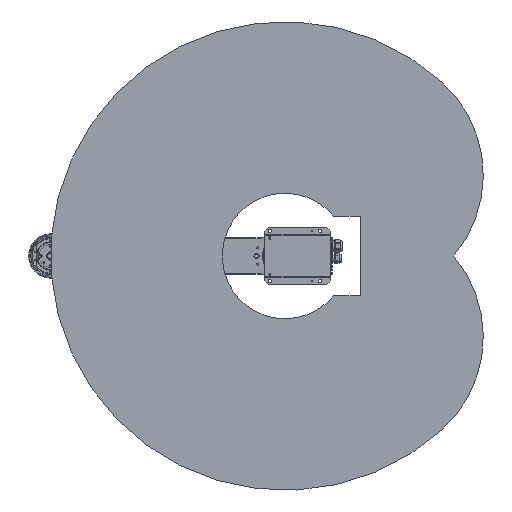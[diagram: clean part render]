
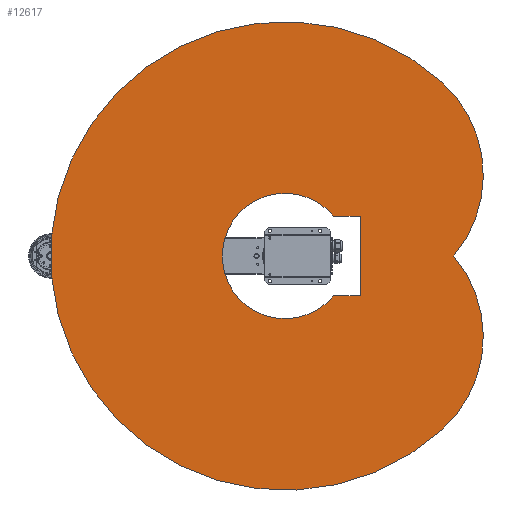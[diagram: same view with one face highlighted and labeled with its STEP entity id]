
A CAD part, front view. The second image highlights one B-rep face of the part: STEP entity #12617.
In plain terms, the highlighted planar face has unit normal (0, -1, 0).
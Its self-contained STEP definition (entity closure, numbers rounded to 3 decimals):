
#763 = CARTESIAN_POINT ( 'NONE',  ( 0., 0., 119. ) ) ;
#2512 = LINE ( 'NONE', #24906, #54057 ) ;
#3284 = CIRCLE ( 'NONE', #42370, 375. ) ;
#4514 = DIRECTION ( 'NONE',  ( 0., 0., 1. ) ) ;
#4752 = EDGE_CURVE ( 'NONE', #59015, #33812, #60909, .T. ) ;
#5141 = VERTEX_POINT ( 'NONE', #36745 ) ;
#5355 = CIRCLE ( 'NONE', #39128, 700. ) ;
#5408 = DIRECTION ( 'NONE',  ( 0., 1., 0. ) ) ;
#7114 = CIRCLE ( 'NONE', #54610, 187.5 ) ;
#7422 = VECTOR ( 'NONE', #9565, 1000. ) ;
#7472 = CARTESIAN_POINT ( 'NONE',  ( 144.897, 0., -119. ) ) ;
#7748 = CARTESIAN_POINT ( 'NONE',  ( 468.391, 0., -520.201 ) ) ;
#9443 = ORIENTED_EDGE ( 'NONE', *, *, #10112, .F. ) ;
#9548 = CIRCLE ( 'NONE', #60224, 375. ) ;
#9565 = DIRECTION ( 'NONE',  ( 0., 0., -1. ) ) ;
#10112 = EDGE_CURVE ( 'NONE', #5141, #52385, #3284, .T. ) ;
#11435 = CARTESIAN_POINT ( 'NONE',  ( 225., 0., 119. ) ) ;
#12617 = ADVANCED_FACE ( 'NONE', ( #50351, #45034 ), #49362, .F. ) ;
#13266 = DIRECTION ( 'NONE',  ( 0., 1., 0. ) ) ;
#13624 = VERTEX_POINT ( 'NONE', #39113 ) ;
#14143 = ORIENTED_EDGE ( 'NONE', *, *, #64024, .F. ) ;
#14420 = EDGE_CURVE ( 'NONE', #56125, #59015, #7114, .T. ) ;
#15352 = CARTESIAN_POINT ( 'NONE',  ( 0., 0., 0. ) ) ;
#20888 = ORIENTED_EDGE ( 'NONE', *, *, #4752, .T. ) ;
#22724 = DIRECTION ( 'NONE',  ( -1., 0., 0. ) ) ;
#24906 = CARTESIAN_POINT ( 'NONE',  ( -13., 0., -119. ) ) ;
#25406 = CARTESIAN_POINT ( 'NONE',  ( 468.391, 0., 520.201 ) ) ;
#27045 = EDGE_LOOP ( 'NONE', ( #43841, #56004, #49750, #20888 ) ) ;
#27848 = CARTESIAN_POINT ( 'NONE',  ( 0., 0., 0. ) ) ;
#27986 = CARTESIAN_POINT ( 'NONE',  ( 217.467, 0., 241.522 ) ) ;
#28154 = DIRECTION ( 'NONE',  ( 0., 0., 1. ) ) ;
#29641 = EDGE_LOOP ( 'NONE', ( #34466, #14143, #9443 ) ) ;
#31985 = DIRECTION ( 'NONE',  ( 0., 1., 0. ) ) ;
#33812 = VERTEX_POINT ( 'NONE', #11435 ) ;
#34236 = VECTOR ( 'NONE', #61244, 1000. ) ;
#34466 = ORIENTED_EDGE ( 'NONE', *, *, #56039, .F. ) ;
#34696 = EDGE_CURVE ( 'NONE', #33812, #13624, #64085, .T. ) ;
#36745 = CARTESIAN_POINT ( 'NONE',  ( 504.333, 0., 0. ) ) ;
#37822 = DIRECTION ( 'NONE',  ( 0., 0., 1. ) ) ;
#39113 = CARTESIAN_POINT ( 'NONE',  ( 225., 0., -119. ) ) ;
#39128 = AXIS2_PLACEMENT_3D ( 'NONE', #27848, #13266, #28154 ) ;
#39794 = DIRECTION ( 'NONE',  ( 0., 0., 1. ) ) ;
#40858 = DIRECTION ( 'NONE',  ( 0., 1., 0. ) ) ;
#42370 = AXIS2_PLACEMENT_3D ( 'NONE', #56381, #40858, #4514 ) ;
#43390 = DIRECTION ( 'NONE',  ( 0., 1., 0. ) ) ;
#43841 = ORIENTED_EDGE ( 'NONE', *, *, #34696, .T. ) ;
#44982 = CARTESIAN_POINT ( 'NONE',  ( 144.897, 0., 119. ) ) ;
#45034 = FACE_BOUND ( 'NONE', #27045, .T. ) ;
#45911 = EDGE_CURVE ( 'NONE', #13624, #56125, #2512, .T. ) ;
#47739 = AXIS2_PLACEMENT_3D ( 'NONE', #15352, #5408, #39794 ) ;
#49362 = PLANE ( 'NONE',  #47739 ) ;
#49750 = ORIENTED_EDGE ( 'NONE', *, *, #14420, .T. ) ;
#50351 = FACE_OUTER_BOUND ( 'NONE', #29641, .T. ) ;
#52385 = VERTEX_POINT ( 'NONE', #7748 ) ;
#52431 = DIRECTION ( 'NONE',  ( 0., 0., 1. ) ) ;
#52661 = CARTESIAN_POINT ( 'NONE',  ( 0., 0., 0. ) ) ;
#54057 = VECTOR ( 'NONE', #22724, 1000. ) ;
#54610 = AXIS2_PLACEMENT_3D ( 'NONE', #52661, #43390, #37822 ) ;
#54817 = CARTESIAN_POINT ( 'NONE',  ( 225., 0., -119. ) ) ;
#56004 = ORIENTED_EDGE ( 'NONE', *, *, #45911, .T. ) ;
#56039 = EDGE_CURVE ( 'NONE', #63505, #5141, #9548, .T. ) ;
#56125 = VERTEX_POINT ( 'NONE', #7472 ) ;
#56381 = CARTESIAN_POINT ( 'NONE',  ( 217.467, 0., -241.522 ) ) ;
#59015 = VERTEX_POINT ( 'NONE', #44982 ) ;
#60224 = AXIS2_PLACEMENT_3D ( 'NONE', #27986, #31985, #52431 ) ;
#60909 = LINE ( 'NONE', #763, #34236 ) ;
#61244 = DIRECTION ( 'NONE',  ( 1., 0., 0. ) ) ;
#63505 = VERTEX_POINT ( 'NONE', #25406 ) ;
#64024 = EDGE_CURVE ( 'NONE', #52385, #63505, #5355, .T. ) ;
#64085 = LINE ( 'NONE', #54817, #7422 ) ;
